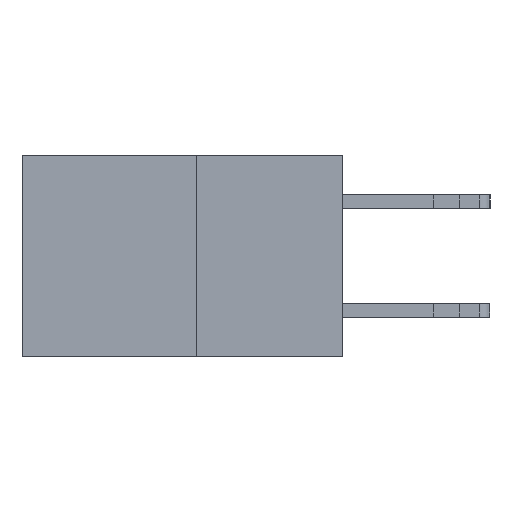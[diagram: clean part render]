
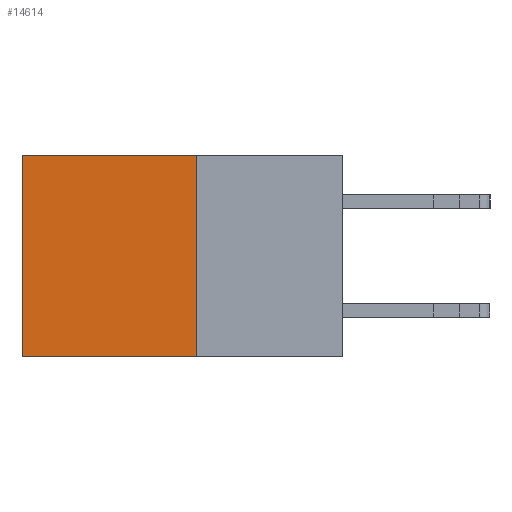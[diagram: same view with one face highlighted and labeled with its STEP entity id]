
A CAD part, left-side view. The second image highlights one B-rep face of the part: STEP entity #14614.
In plain terms, the highlighted planar face has unit normal (-1, 0, 0).
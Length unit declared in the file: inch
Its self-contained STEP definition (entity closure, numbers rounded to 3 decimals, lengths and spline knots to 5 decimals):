
#542 = EDGE_CURVE ( 'NONE', #5217, #12710, #4237, .T. ) ;
#778 = PLANE ( 'NONE',  #16417 ) ;
#1229 = CARTESIAN_POINT ( 'NONE',  ( 0.277, 0.27, 0. ) ) ;
#1603 = FACE_OUTER_BOUND ( 'NONE', #6991, .T. ) ;
#1705 = CARTESIAN_POINT ( 'NONE',  ( 0.277, 0.59, 0. ) ) ;
#1746 = VECTOR ( 'NONE', #3320, 39.37008 ) ;
#1860 = VERTEX_POINT ( 'NONE', #15808 ) ;
#2032 = CARTESIAN_POINT ( 'NONE',  ( 0.277, 0.27, -0.37 ) ) ;
#2058 = LINE ( 'NONE', #1229, #14938 ) ;
#2210 = DIRECTION ( 'NONE',  ( 0., 0., -1. ) ) ;
#3320 = DIRECTION ( 'NONE',  ( 0., 1., 0. ) ) ;
#3596 = CARTESIAN_POINT ( 'NONE',  ( 0.277, 0.27, -0.37 ) ) ;
#4021 = ORIENTED_EDGE ( 'NONE', *, *, #10086, .F. ) ;
#4237 = LINE ( 'NONE', #12073, #8027 ) ;
#5217 = VERTEX_POINT ( 'NONE', #13325 ) ;
#6162 = DIRECTION ( 'NONE',  ( 0., 0., -1. ) ) ;
#6307 = ORIENTED_EDGE ( 'NONE', *, *, #542, .F. ) ;
#6690 = VERTEX_POINT ( 'NONE', #1705 ) ;
#6991 = EDGE_LOOP ( 'NONE', ( #12663, #4021, #6307, #9930 ) ) ;
#8027 = VECTOR ( 'NONE', #8152, 39.37008 ) ;
#8152 = DIRECTION ( 'NONE',  ( 0., 0., -1. ) ) ;
#9930 = ORIENTED_EDGE ( 'NONE', *, *, #14195, .T. ) ;
#10042 = DIRECTION ( 'NONE',  ( 1., 0., 0. ) ) ;
#10086 = EDGE_CURVE ( 'NONE', #12710, #1860, #15042, .T. ) ;
#11726 = DIRECTION ( 'NONE',  ( 0., 1., 0. ) ) ;
#12073 = CARTESIAN_POINT ( 'NONE',  ( 0.277, 0.27, -0.37 ) ) ;
#12292 = CARTESIAN_POINT ( 'NONE',  ( 0.277, 0.27, -0.37 ) ) ;
#12663 = ORIENTED_EDGE ( 'NONE', *, *, #13951, .T. ) ;
#12710 = VERTEX_POINT ( 'NONE', #2032 ) ;
#13325 = CARTESIAN_POINT ( 'NONE',  ( 0.277, 0.27, 0. ) ) ;
#13748 = CARTESIAN_POINT ( 'NONE',  ( 0.277, 0.59, -0.37 ) ) ;
#13951 = EDGE_CURVE ( 'NONE', #6690, #1860, #15127, .T. ) ;
#14195 = EDGE_CURVE ( 'NONE', #5217, #6690, #2058, .T. ) ;
#14614 = ADVANCED_FACE ( 'NONE', ( #1603 ), #778, .F. ) ;
#14938 = VECTOR ( 'NONE', #11726, 39.37008 ) ;
#15042 = LINE ( 'NONE', #12292, #1746 ) ;
#15127 = LINE ( 'NONE', #13748, #15504 ) ;
#15504 = VECTOR ( 'NONE', #6162, 39.37008 ) ;
#15808 = CARTESIAN_POINT ( 'NONE',  ( 0.277, 0.59, -0.37 ) ) ;
#16417 = AXIS2_PLACEMENT_3D ( 'NONE', #3596, #10042, #2210 ) ;
